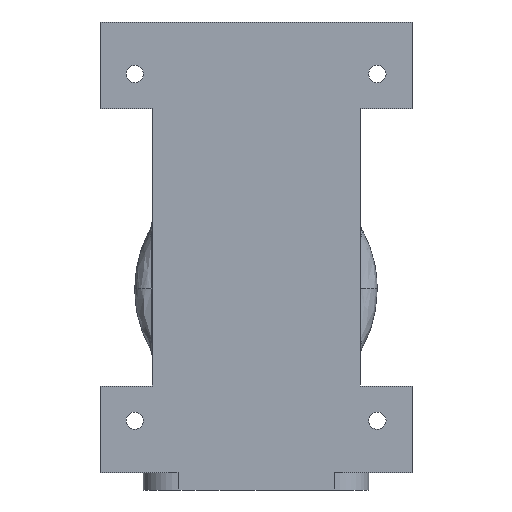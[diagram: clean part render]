
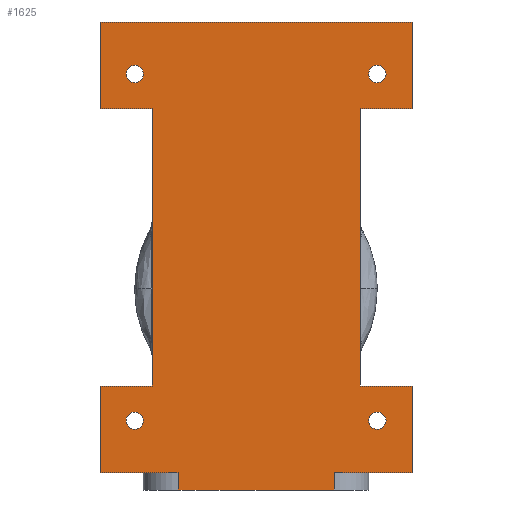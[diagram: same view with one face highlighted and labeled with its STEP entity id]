
A CAD part, front view. The second image highlights one B-rep face of the part: STEP entity #1625.
In plain terms, the highlighted planar face has unit normal (0, -1, 0).
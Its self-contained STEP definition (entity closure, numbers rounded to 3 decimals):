
#1=DIRECTION('',(1.,0.,0.));
#2=VECTOR('',#1,15.);
#3=CARTESIAN_POINT('',(-45.,0.,-40.));
#4=LINE('',#3,#2);
#5=DIRECTION('',(0.,0.,-1.));
#6=VECTOR('',#5,80.);
#7=CARTESIAN_POINT('',(-30.,0.,40.));
#8=LINE('',#7,#6);
#9=DIRECTION('',(1.,0.,0.));
#10=VECTOR('',#9,15.);
#11=CARTESIAN_POINT('',(-45.,0.,40.));
#12=LINE('',#11,#10);
#13=DIRECTION('',(0.,0.,1.));
#14=VECTOR('',#13,25.);
#15=CARTESIAN_POINT('',(-45.,0.,40.));
#16=LINE('',#15,#14);
#17=DIRECTION('',(1.,0.,0.));
#18=VECTOR('',#17,90.);
#19=CARTESIAN_POINT('',(-45.,0.,65.));
#20=LINE('',#19,#18);
#21=DIRECTION('',(0.,0.,-1.));
#22=VECTOR('',#21,25.);
#23=CARTESIAN_POINT('',(45.,0.,65.));
#24=LINE('',#23,#22);
#25=DIRECTION('',(-1.,0.,0.));
#26=VECTOR('',#25,15.);
#27=CARTESIAN_POINT('',(45.,0.,40.));
#28=LINE('',#27,#26);
#29=DIRECTION('',(0.,0.,1.));
#30=VECTOR('',#29,80.);
#31=CARTESIAN_POINT('',(30.,0.,-40.));
#32=LINE('',#31,#30);
#33=DIRECTION('',(-1.,0.,0.));
#34=VECTOR('',#33,15.);
#35=CARTESIAN_POINT('',(45.,0.,-40.));
#36=LINE('',#35,#34);
#37=DIRECTION('',(0.,0.,-1.));
#38=VECTOR('',#37,25.);
#39=CARTESIAN_POINT('',(45.,0.,-40.));
#40=LINE('',#39,#38);
#41=DIRECTION('',(0.,0.,1.));
#42=VECTOR('',#41,5.);
#43=CARTESIAN_POINT('',(22.5,0.,-70.));
#44=LINE('',#43,#42);
#45=DIRECTION('',(0.,0.,-1.));
#46=VECTOR('',#45,5.);
#47=CARTESIAN_POINT('',(-22.5,0.,-65.));
#48=LINE('',#47,#46);
#49=DIRECTION('',(0.,0.,1.));
#50=VECTOR('',#49,25.);
#51=CARTESIAN_POINT('',(-45.,0.,-65.));
#52=LINE('',#51,#50);
#53=CARTESIAN_POINT('',(-35.,0.,-50.));
#54=DIRECTION('',(0.,1.,0.));
#55=DIRECTION('',(1.,0.,0.));
#56=AXIS2_PLACEMENT_3D('',#53,#54,#55);
#58=CARTESIAN_POINT('',(-35.,0.,-50.));
#59=DIRECTION('',(0.,1.,0.));
#60=DIRECTION('',(-1.,0.,0.));
#61=AXIS2_PLACEMENT_3D('',#58,#59,#60);
#63=CARTESIAN_POINT('',(-35.,0.,50.));
#64=DIRECTION('',(0.,1.,0.));
#65=DIRECTION('',(1.,0.,0.));
#66=AXIS2_PLACEMENT_3D('',#63,#64,#65);
#68=CARTESIAN_POINT('',(-35.,0.,50.));
#69=DIRECTION('',(0.,1.,0.));
#70=DIRECTION('',(-1.,0.,0.));
#71=AXIS2_PLACEMENT_3D('',#68,#69,#70);
#73=CARTESIAN_POINT('',(35.,0.,50.));
#74=DIRECTION('',(0.,1.,0.));
#75=DIRECTION('',(1.,0.,0.));
#76=AXIS2_PLACEMENT_3D('',#73,#74,#75);
#78=CARTESIAN_POINT('',(35.,0.,50.));
#79=DIRECTION('',(0.,1.,0.));
#80=DIRECTION('',(-1.,0.,0.));
#81=AXIS2_PLACEMENT_3D('',#78,#79,#80);
#83=CARTESIAN_POINT('',(35.,0.,-50.));
#84=DIRECTION('',(0.,1.,0.));
#85=DIRECTION('',(1.,0.,0.));
#86=AXIS2_PLACEMENT_3D('',#83,#84,#85);
#88=CARTESIAN_POINT('',(35.,0.,-50.));
#89=DIRECTION('',(0.,1.,0.));
#90=DIRECTION('',(-1.,0.,0.));
#91=AXIS2_PLACEMENT_3D('',#88,#89,#90);
#109=DIRECTION('',(1.,0.,0.));
#110=VECTOR('',#109,22.5);
#111=CARTESIAN_POINT('',(22.5,0.,-65.));
#112=LINE('',#111,#110);
#117=DIRECTION('',(1.,0.,0.));
#118=VECTOR('',#117,22.5);
#119=CARTESIAN_POINT('',(-45.,0.,-65.));
#120=LINE('',#119,#118);
#539=DIRECTION('',(1.,0.,0.));
#540=VECTOR('',#539,45.);
#541=CARTESIAN_POINT('',(-22.5,0.,-70.));
#542=LINE('',#541,#540);
#1282=CARTESIAN_POINT('',(-45.,0.,65.));
#1283=CARTESIAN_POINT('',(45.,0.,65.));
#1284=VERTEX_POINT('',#1282);
#1285=VERTEX_POINT('',#1283);
#1286=CARTESIAN_POINT('',(-45.,0.,-65.));
#1288=VERTEX_POINT('',#1286);
#1294=CARTESIAN_POINT('',(45.,0.,-65.));
#1296=VERTEX_POINT('',#1294);
#1330=CARTESIAN_POINT('',(-22.5,0.,-70.));
#1332=VERTEX_POINT('',#1330);
#1334=CARTESIAN_POINT('',(-22.5,0.,-65.));
#1335=VERTEX_POINT('',#1334);
#1337=CARTESIAN_POINT('',(22.5,0.,-70.));
#1339=VERTEX_POINT('',#1337);
#1340=CARTESIAN_POINT('',(22.5,0.,-65.));
#1341=VERTEX_POINT('',#1340);
#1454=CARTESIAN_POINT('',(-45.,0.,-40.));
#1455=CARTESIAN_POINT('',(-30.,0.,-40.));
#1456=VERTEX_POINT('',#1454);
#1457=VERTEX_POINT('',#1455);
#1458=CARTESIAN_POINT('',(-45.,0.,40.));
#1459=CARTESIAN_POINT('',(-30.,0.,40.));
#1460=VERTEX_POINT('',#1458);
#1461=VERTEX_POINT('',#1459);
#1462=CARTESIAN_POINT('',(30.,0.,-40.));
#1463=CARTESIAN_POINT('',(30.,0.,40.));
#1464=VERTEX_POINT('',#1462);
#1465=VERTEX_POINT('',#1463);
#1466=CARTESIAN_POINT('',(45.,0.,40.));
#1467=VERTEX_POINT('',#1466);
#1468=CARTESIAN_POINT('',(45.,0.,-40.));
#1469=VERTEX_POINT('',#1468);
#1514=CARTESIAN_POINT('',(-32.5,0.,-50.));
#1515=CARTESIAN_POINT('',(-37.5,0.,-50.));
#1516=VERTEX_POINT('',#1514);
#1517=VERTEX_POINT('',#1515);
#1518=CARTESIAN_POINT('',(-32.5,0.,50.));
#1519=CARTESIAN_POINT('',(-37.5,0.,50.));
#1520=VERTEX_POINT('',#1518);
#1521=VERTEX_POINT('',#1519);
#1522=CARTESIAN_POINT('',(37.5,0.,50.));
#1523=CARTESIAN_POINT('',(32.5,0.,50.));
#1524=VERTEX_POINT('',#1522);
#1525=VERTEX_POINT('',#1523);
#1526=CARTESIAN_POINT('',(37.5,0.,-50.));
#1527=CARTESIAN_POINT('',(32.5,0.,-50.));
#1528=VERTEX_POINT('',#1526);
#1529=VERTEX_POINT('',#1527);
#1562=CARTESIAN_POINT('',(0.,0.,0.));
#1563=DIRECTION('',(0.,1.,0.));
#1564=DIRECTION('',(1.,0.,0.));
#1565=AXIS2_PLACEMENT_3D('',#1562,#1563,#1564);
#1566=PLANE('',#1565);
#1568=ORIENTED_EDGE('',*,*,#1567,.T.);
#1570=ORIENTED_EDGE('',*,*,#1569,.F.);
#1572=ORIENTED_EDGE('',*,*,#1571,.F.);
#1574=ORIENTED_EDGE('',*,*,#1573,.T.);
#1576=ORIENTED_EDGE('',*,*,#1575,.T.);
#1578=ORIENTED_EDGE('',*,*,#1577,.T.);
#1580=ORIENTED_EDGE('',*,*,#1579,.T.);
#1582=ORIENTED_EDGE('',*,*,#1581,.F.);
#1584=ORIENTED_EDGE('',*,*,#1583,.F.);
#1586=ORIENTED_EDGE('',*,*,#1585,.T.);
#1588=ORIENTED_EDGE('',*,*,#1587,.F.);
#1590=ORIENTED_EDGE('',*,*,#1589,.F.);
#1592=ORIENTED_EDGE('',*,*,#1591,.F.);
#1594=ORIENTED_EDGE('',*,*,#1593,.F.);
#1596=ORIENTED_EDGE('',*,*,#1595,.F.);
#1598=ORIENTED_EDGE('',*,*,#1597,.T.);
#1599=EDGE_LOOP('',(#1568,#1570,#1572,#1574,#1576,#1578,#1580,#1582,#1584,#1586,
#1588,#1590,#1592,#1594,#1596,#1598));
#1600=FACE_OUTER_BOUND('',#1599,.F.);
#1602=ORIENTED_EDGE('',*,*,#1601,.F.);
#1604=ORIENTED_EDGE('',*,*,#1603,.F.);
#1605=EDGE_LOOP('',(#1602,#1604));
#1606=FACE_BOUND('',#1605,.F.);
#1608=ORIENTED_EDGE('',*,*,#1607,.F.);
#1610=ORIENTED_EDGE('',*,*,#1609,.F.);
#1611=EDGE_LOOP('',(#1608,#1610));
#1612=FACE_BOUND('',#1611,.F.);
#1614=ORIENTED_EDGE('',*,*,#1613,.F.);
#1616=ORIENTED_EDGE('',*,*,#1615,.F.);
#1617=EDGE_LOOP('',(#1614,#1616));
#1618=FACE_BOUND('',#1617,.F.);
#1620=ORIENTED_EDGE('',*,*,#1619,.F.);
#1622=ORIENTED_EDGE('',*,*,#1621,.F.);
#1623=EDGE_LOOP('',(#1620,#1622));
#1624=FACE_BOUND('',#1623,.F.);
#1625=ADVANCED_FACE('',(#1600,#1606,#1612,#1618,#1624),#1566,.F.);
#57=CIRCLE('',#56,2.5);
#62=CIRCLE('',#61,2.5);
#67=CIRCLE('',#66,2.5);
#72=CIRCLE('',#71,2.5);
#77=CIRCLE('',#76,2.5);
#82=CIRCLE('',#81,2.5);
#87=CIRCLE('',#86,2.5);
#92=CIRCLE('',#91,2.5);
#1567=EDGE_CURVE('',#1456,#1457,#4,.T.);
#1569=EDGE_CURVE('',#1461,#1457,#8,.T.);
#1571=EDGE_CURVE('',#1460,#1461,#12,.T.);
#1573=EDGE_CURVE('',#1460,#1284,#16,.T.);
#1575=EDGE_CURVE('',#1284,#1285,#20,.T.);
#1577=EDGE_CURVE('',#1285,#1467,#24,.T.);
#1579=EDGE_CURVE('',#1467,#1465,#28,.T.);
#1581=EDGE_CURVE('',#1464,#1465,#32,.T.);
#1583=EDGE_CURVE('',#1469,#1464,#36,.T.);
#1585=EDGE_CURVE('',#1469,#1296,#40,.T.);
#1587=EDGE_CURVE('',#1341,#1296,#112,.T.);
#1589=EDGE_CURVE('',#1339,#1341,#44,.T.);
#1591=EDGE_CURVE('',#1332,#1339,#542,.T.);
#1593=EDGE_CURVE('',#1335,#1332,#48,.T.);
#1595=EDGE_CURVE('',#1288,#1335,#120,.T.);
#1597=EDGE_CURVE('',#1288,#1456,#52,.T.);
#1601=EDGE_CURVE('',#1516,#1517,#57,.T.);
#1603=EDGE_CURVE('',#1517,#1516,#62,.T.);
#1607=EDGE_CURVE('',#1520,#1521,#67,.T.);
#1609=EDGE_CURVE('',#1521,#1520,#72,.T.);
#1613=EDGE_CURVE('',#1524,#1525,#77,.T.);
#1615=EDGE_CURVE('',#1525,#1524,#82,.T.);
#1619=EDGE_CURVE('',#1528,#1529,#87,.T.);
#1621=EDGE_CURVE('',#1529,#1528,#92,.T.);
